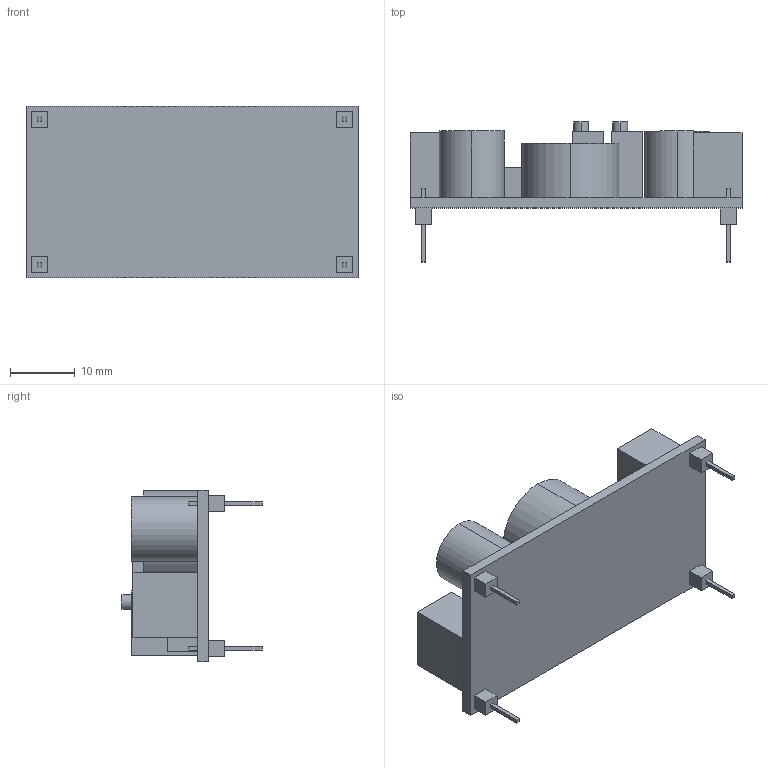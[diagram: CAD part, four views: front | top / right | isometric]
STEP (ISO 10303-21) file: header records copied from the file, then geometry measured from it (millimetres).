
FILE_DESCRIPTION (( 'STEP AP214' ), '1' );
FILE_NAME ('GENERIC_DB_BUCK_XL4015.STEP', '2023-02-18T18:39:32', ( '' ), ( '' ), 'SwSTEP 2.0', 'SolidWorks 2022', '' );
FILE_SCHEMA (( 'AUTOMOTIVE_DESIGN' ));
Length unit declared in the file: millimetre
Products named in the file (1): GENERIC_DB_BUCK_XL4015
Bounding box: 51.2 x 21.6 x 26.5 mm (x, y, z)
Volume: 8218.3 mm3; surface area: 7307.3 mm2
Topology: 19 solids, 19 shells, 106 faces, 204 edges, 136 vertices
Faces by surface type: plane 94, cylinder 12
Entity records: 3578 total; most frequent: CARTESIAN_POINT 447, DIRECTION 442, ORIENTED_EDGE 408, EDGE_CURVE 204, LINE 180, VECTOR 180, VERTEX_POINT 136, AXIS2_PLACEMENT_3D 131
